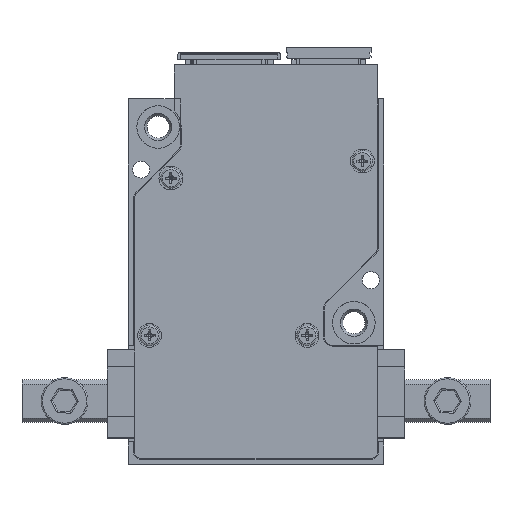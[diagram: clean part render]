
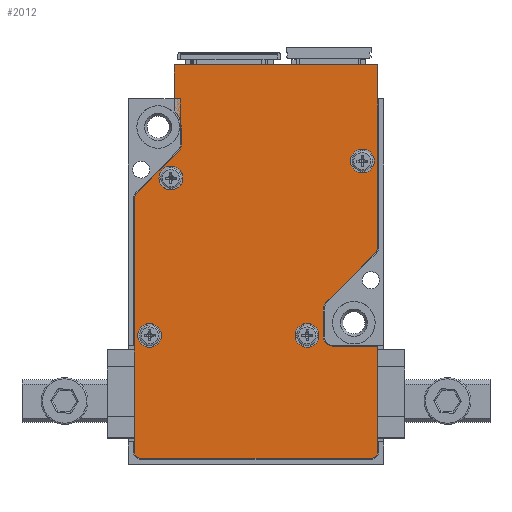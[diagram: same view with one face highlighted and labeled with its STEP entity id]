
A CAD part, top view. The second image highlights one B-rep face of the part: STEP entity #2012.
In plain terms, the highlighted planar face has unit normal (0, 0, 1).
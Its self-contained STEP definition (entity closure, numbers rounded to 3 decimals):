
#1586=FACE_BOUND('',#5468,.T.);
#1587=FACE_BOUND('',#5469,.T.);
#1588=FACE_BOUND('',#5470,.T.);
#1589=FACE_BOUND('',#5471,.T.);
#1590=FACE_BOUND('',#5472,.T.);
#2012=ADVANCED_FACE('',(#1586,#1587,#1588,#1589,#1590),#3197,.F.);
#3197=PLANE('',#26079);
#5468=EDGE_LOOP('',(#8035));
#5469=EDGE_LOOP('',(#8036));
#5470=EDGE_LOOP('',(#8037));
#5471=EDGE_LOOP('',(#8038));
#5472=EDGE_LOOP('',(#8039,#8040,#8041,#8042,#8043,#8044,#8045,#8046,#8047,
#8048,#8049,#8050,#8051,#8052,#8053,#8054,#8055,#8056,#8057));
#6848=CIRCLE('',#26064,2.7);
#6849=CIRCLE('',#26068,1.4);
#6850=CIRCLE('',#26069,1.4);
#6851=CIRCLE('',#26070,1.4);
#6852=CIRCLE('',#26071,1.4);
#6853=CIRCLE('',#26072,1.1);
#6854=CIRCLE('',#26073,0.9);
#6855=CIRCLE('',#26074,1.1);
#6856=CIRCLE('',#26075,0.9);
#6857=CIRCLE('',#26076,0.9);
#6858=CIRCLE('',#26077,0.9);
#6859=CIRCLE('',#26078,1.1);
#8035=ORIENTED_EDGE('',*,*,#16952,.T.);
#8036=ORIENTED_EDGE('',*,*,#16953,.T.);
#8037=ORIENTED_EDGE('',*,*,#16954,.T.);
#8038=ORIENTED_EDGE('',*,*,#16955,.T.);
#8039=ORIENTED_EDGE('',*,*,#16924,.T.);
#8040=ORIENTED_EDGE('',*,*,#16956,.T.);
#8041=ORIENTED_EDGE('',*,*,#16928,.T.);
#8042=ORIENTED_EDGE('',*,*,#16957,.T.);
#8043=ORIENTED_EDGE('',*,*,#16932,.T.);
#8044=ORIENTED_EDGE('',*,*,#16938,.T.);
#8045=ORIENTED_EDGE('',*,*,#16941,.T.);
#8046=ORIENTED_EDGE('',*,*,#16944,.T.);
#8047=ORIENTED_EDGE('',*,*,#16947,.T.);
#8048=ORIENTED_EDGE('',*,*,#16958,.T.);
#8049=ORIENTED_EDGE('',*,*,#16948,.T.);
#8050=ORIENTED_EDGE('',*,*,#16959,.T.);
#8051=ORIENTED_EDGE('',*,*,#16911,.T.);
#8052=ORIENTED_EDGE('',*,*,#16960,.T.);
#8053=ORIENTED_EDGE('',*,*,#16915,.T.);
#8054=ORIENTED_EDGE('',*,*,#16961,.T.);
#8055=ORIENTED_EDGE('',*,*,#16917,.T.);
#8056=ORIENTED_EDGE('',*,*,#16923,.T.);
#8057=ORIENTED_EDGE('',*,*,#16962,.T.);
#14473=VERTEX_POINT('',#35329);
#14474=VERTEX_POINT('',#35331);
#14477=VERTEX_POINT('',#35338);
#14478=VERTEX_POINT('',#35340);
#14479=VERTEX_POINT('',#35344);
#14480=VERTEX_POINT('',#35345);
#14484=VERTEX_POINT('',#35355);
#14485=VERTEX_POINT('',#35359);
#14486=VERTEX_POINT('',#35360);
#14489=VERTEX_POINT('',#35368);
#14490=VERTEX_POINT('',#35369);
#14493=VERTEX_POINT('',#35377);
#14494=VERTEX_POINT('',#35378);
#14498=VERTEX_POINT('',#35388);
#14500=VERTEX_POINT('',#35394);
#14502=VERTEX_POINT('',#35400);
#14504=VERTEX_POINT('',#35406);
#14505=VERTEX_POINT('',#35410);
#14506=VERTEX_POINT('',#35411);
#14509=VERTEX_POINT('',#35419);
#14510=VERTEX_POINT('',#35421);
#14511=VERTEX_POINT('',#35423);
#14512=VERTEX_POINT('',#35425);
#16911=EDGE_CURVE('',#14474,#14473,#20217,.T.);
#16915=EDGE_CURVE('',#14478,#14477,#20221,.T.);
#16917=EDGE_CURVE('',#14479,#14480,#20223,.T.);
#16923=EDGE_CURVE('',#14480,#14484,#20229,.T.);
#16924=EDGE_CURVE('',#14485,#14486,#20230,.T.);
#16928=EDGE_CURVE('',#14489,#14490,#20234,.T.);
#16932=EDGE_CURVE('',#14493,#14494,#20238,.T.);
#16938=EDGE_CURVE('',#14494,#14498,#20244,.T.);
#16941=EDGE_CURVE('',#14498,#14500,#20247,.T.);
#16944=EDGE_CURVE('',#14500,#14502,#6848,.T.);
#16947=EDGE_CURVE('',#14502,#14504,#20251,.T.);
#16948=EDGE_CURVE('',#14505,#14506,#20252,.T.);
#16952=EDGE_CURVE('',#14509,#14509,#6849,.T.);
#16953=EDGE_CURVE('',#14510,#14510,#6850,.T.);
#16954=EDGE_CURVE('',#14511,#14511,#6851,.T.);
#16955=EDGE_CURVE('',#14512,#14512,#6852,.T.);
#16956=EDGE_CURVE('',#14486,#14489,#6853,.T.);
#16957=EDGE_CURVE('',#14490,#14493,#6854,.T.);
#16958=EDGE_CURVE('',#14504,#14505,#6855,.T.);
#16959=EDGE_CURVE('',#14506,#14474,#6856,.T.);
#16960=EDGE_CURVE('',#14473,#14478,#6857,.T.);
#16961=EDGE_CURVE('',#14477,#14479,#6858,.T.);
#16962=EDGE_CURVE('',#14484,#14485,#6859,.T.);
#20217=LINE('',#35330,#23082);
#20221=LINE('',#35339,#23086);
#20223=LINE('',#35343,#23088);
#20229=LINE('',#35356,#23094);
#20230=LINE('',#35358,#23095);
#20234=LINE('',#35367,#23099);
#20238=LINE('',#35376,#23103);
#20244=LINE('',#35389,#23109);
#20247=LINE('',#35395,#23112);
#20251=LINE('',#35407,#23116);
#20252=LINE('',#35409,#23117);
#23082=VECTOR('',#28424,1.);
#23086=VECTOR('',#28430,1.);
#23088=VECTOR('',#28434,1.);
#23094=VECTOR('',#28442,1.);
#23095=VECTOR('',#28445,1.);
#23099=VECTOR('',#28451,1.);
#23103=VECTOR('',#28457,1.);
#23109=VECTOR('',#28465,1.);
#23112=VECTOR('',#28470,1.);
#23116=VECTOR('',#28482,1.);
#23117=VECTOR('',#28485,1.);
#26064=AXIS2_PLACEMENT_3D('',#35401,#28476,#28477);
#26068=AXIS2_PLACEMENT_3D('',#35418,#28491,#28492);
#26069=AXIS2_PLACEMENT_3D('',#35420,#28493,#28494);
#26070=AXIS2_PLACEMENT_3D('',#35422,#28495,#28496);
#26071=AXIS2_PLACEMENT_3D('',#35424,#28497,#28498);
#26072=AXIS2_PLACEMENT_3D('',#35426,#28499,#28500);
#26073=AXIS2_PLACEMENT_3D('',#35427,#28501,#28502);
#26074=AXIS2_PLACEMENT_3D('',#35428,#28503,#28504);
#26075=AXIS2_PLACEMENT_3D('',#35429,#28505,#28506);
#26076=AXIS2_PLACEMENT_3D('',#35430,#28507,#28508);
#26077=AXIS2_PLACEMENT_3D('',#35431,#28509,#28510);
#26078=AXIS2_PLACEMENT_3D('',#35432,#28511,#28512);
#26079=AXIS2_PLACEMENT_3D('',#35433,#28513,#28514);
#28424=DIRECTION('',(0.,-1.,0.));
#28430=DIRECTION('',(1.,0.,0.));
#28434=DIRECTION('',(0.,1.,0.));
#28442=DIRECTION('',(-1.,0.,0.));
#28445=DIRECTION('',(0.,1.,0.));
#28451=DIRECTION('',(0.707,0.707,0.));
#28457=DIRECTION('',(0.,1.,0.));
#28465=DIRECTION('',(-1.,0.,0.));
#28470=DIRECTION('',(0.,-1.,0.));
#28476=DIRECTION('',(0.,0.,-1.));
#28477=DIRECTION('',(1.,0.,0.));
#28482=DIRECTION('',(0.,-1.,0.));
#28485=DIRECTION('',(-0.707,-0.707,0.));
#28491=DIRECTION('',(0.,0.,-1.));
#28492=DIRECTION('',(-1.,0.,0.));
#28493=DIRECTION('',(0.,0.,-1.));
#28494=DIRECTION('',(-1.,0.,0.));
#28495=DIRECTION('',(0.,0.,-1.));
#28496=DIRECTION('',(-1.,0.,0.));
#28497=DIRECTION('',(0.,0.,-1.));
#28498=DIRECTION('',(-1.,0.,0.));
#28499=DIRECTION('',(0.,0.,-1.));
#28500=DIRECTION('',(-1.,0.,0.));
#28501=DIRECTION('',(0.,0.,1.));
#28502=DIRECTION('',(-1.,0.,0.));
#28503=DIRECTION('',(0.,0.,-1.));
#28504=DIRECTION('',(-1.,0.,0.));
#28505=DIRECTION('',(0.,0.,1.));
#28506=DIRECTION('',(-1.,0.,0.));
#28507=DIRECTION('',(0.,0.,1.));
#28508=DIRECTION('',(-1.,0.,0.));
#28509=DIRECTION('',(0.,0.,1.));
#28510=DIRECTION('',(-1.,0.,0.));
#28511=DIRECTION('',(0.,0.,-1.));
#28512=DIRECTION('',(-1.,0.,0.));
#28513=DIRECTION('',(0.,0.,-1.));
#28514=DIRECTION('',(-1.,0.,0.));
#35329=CARTESIAN_POINT('',(-14.3,1.6,0.1));
#35330=CARTESIAN_POINT('',(-14.3,31.643,0.1));
#35331=CARTESIAN_POINT('',(-14.3,31.271,0.1));
#35338=CARTESIAN_POINT('',(13.4,0.7,0.1));
#35339=CARTESIAN_POINT('',(-14.3,0.7,0.1));
#35340=CARTESIAN_POINT('',(-13.4,0.7,0.1));
#35343=CARTESIAN_POINT('',(14.3,0.7,0.1));
#35344=CARTESIAN_POINT('',(14.3,1.6,0.1));
#35345=CARTESIAN_POINT('',(14.3,13.95,0.1));
#35355=CARTESIAN_POINT('',(9.,13.95,0.1));
#35356=CARTESIAN_POINT('',(14.3,13.95,0.1));
#35358=CARTESIAN_POINT('',(7.9,13.95,0.1));
#35359=CARTESIAN_POINT('',(7.9,15.05,0.1));
#35360=CARTESIAN_POINT('',(7.9,18.315,0.1));
#35367=CARTESIAN_POINT('',(7.9,18.771,0.1));
#35368=CARTESIAN_POINT('',(8.222,19.093,0.1));
#35369=CARTESIAN_POINT('',(14.036,24.907,0.1));
#35376=CARTESIAN_POINT('',(14.3,25.171,0.1));
#35377=CARTESIAN_POINT('',(14.3,25.544,0.1));
#35378=CARTESIAN_POINT('',(14.3,47.,0.1));
#35388=CARTESIAN_POINT('',(-9.6,47.,0.1));
#35389=CARTESIAN_POINT('',(14.3,47.,0.1));
#35394=CARTESIAN_POINT('',(-9.6,41.618,0.1));
#35395=CARTESIAN_POINT('',(-9.6,47.,0.1));
#35400=CARTESIAN_POINT('',(-8.8,39.7,0.1));
#35401=CARTESIAN_POINT('',(-11.5,39.7,0.1));
#35406=CARTESIAN_POINT('',(-8.8,37.599,0.1));
#35407=CARTESIAN_POINT('',(-8.8,39.7,0.1));
#35409=CARTESIAN_POINT('',(-8.8,37.143,0.1));
#35410=CARTESIAN_POINT('',(-9.122,36.821,0.1));
#35411=CARTESIAN_POINT('',(-14.036,31.907,0.1));
#35418=CARTESIAN_POINT('',(12.5,35.7,0.1));
#35419=CARTESIAN_POINT('',(11.1,35.7,0.1));
#35420=CARTESIAN_POINT('',(6.,15.2,0.1));
#35421=CARTESIAN_POINT('',(4.6,15.2,0.1));
#35422=CARTESIAN_POINT('',(-10.,33.7,0.1));
#35423=CARTESIAN_POINT('',(-11.4,33.7,0.1));
#35424=CARTESIAN_POINT('',(-12.5,15.2,0.1));
#35425=CARTESIAN_POINT('',(-13.9,15.2,0.1));
#35426=CARTESIAN_POINT('',(9.,18.315,0.1));
#35427=CARTESIAN_POINT('',(13.4,25.544,0.1));
#35428=CARTESIAN_POINT('',(-9.9,37.599,0.1));
#35429=CARTESIAN_POINT('',(-13.4,31.271,0.1));
#35430=CARTESIAN_POINT('',(-13.4,1.6,0.1));
#35431=CARTESIAN_POINT('',(13.4,1.6,0.1));
#35432=CARTESIAN_POINT('',(9.,15.05,0.1));
#35433=CARTESIAN_POINT('',(-11.5,39.7,0.1));
